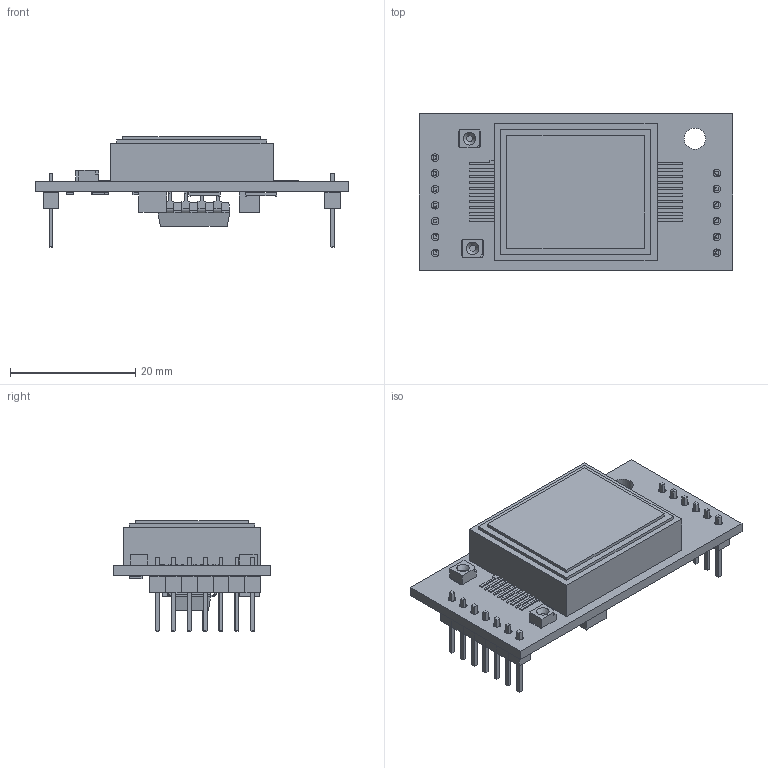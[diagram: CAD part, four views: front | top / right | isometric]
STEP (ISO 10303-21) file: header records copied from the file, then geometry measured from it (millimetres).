
FILE_DESCRIPTION(('KiCad electronic assembly'),'2;1');
FILE_NAME('RS485-G.step','2019-06-28T07:19:35',('An Author'),( 'A Company'),'Open CASCADE STEP processor 6.9', 'KiCad to STEP converter','Unknown');
FILE_SCHEMA(('AUTOMOTIVE_DESIGN { 1 0 10303 214 1 1 1 1 }'));
Length unit declared in the file: millimetre
Products named in the file (18): Open CASCADE STEP translator 6.9 1; SNP346-7VP21-1; COMPOUND; SNP346-6VP21-1; Res_0805; SOLID; korpys_4140.20-1; DIP8_SMD; RES_2010_(0,5W); Cap_1812; KIPD86
Assembly tree (26 placements, depth 3):
  Open CASCADE STEP translator 6.9 1
    SNP346-7VP21-1
      COMPOUND
    SNP346-6VP21-1
      COMPOUND
    Res_0805  x7
      SOLID
    korpys_4140.20-1
      SOLID
    DIP8_SMD
      SOLID
    RES_2010_(0,5W)  x2
      SOLID
    Cap_1812  x2
      SOLID
    KIPD86  x2
      SOLID
    COMPOUND
Bounding box: 50 x 25 x 17.62 mm (x, y, z)
Volume: 6573.8 mm3; surface area: 6219.1 mm2
Topology: 29 solids, 29 shells, 1101 faces, 2872 edges, 1872 vertices
Faces by surface type: plane 898, cylinder 201, cone 2
Full cylindrical faces by diameter (mm): 1.2 x13, 3.4 x1
Entity records: 69678 total; most frequent: CARTESIAN_POINT 10650, DIRECTION 9922, LINE 6776, VECTOR 6776, ORIENTED_EDGE 5058, PCURVE 5058, DEFINITIONAL_REPRESENTATION 5058, EDGE_CURVE 2529
